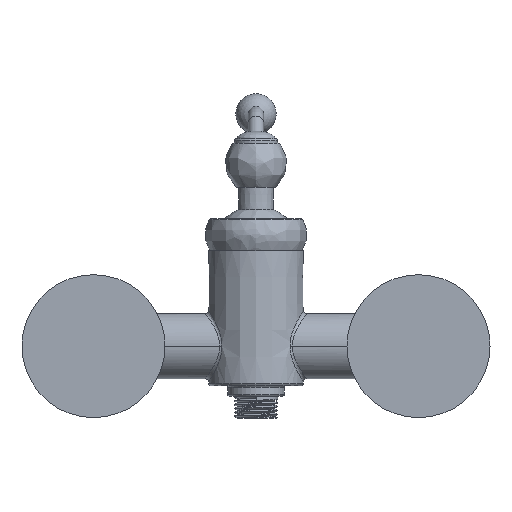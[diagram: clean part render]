
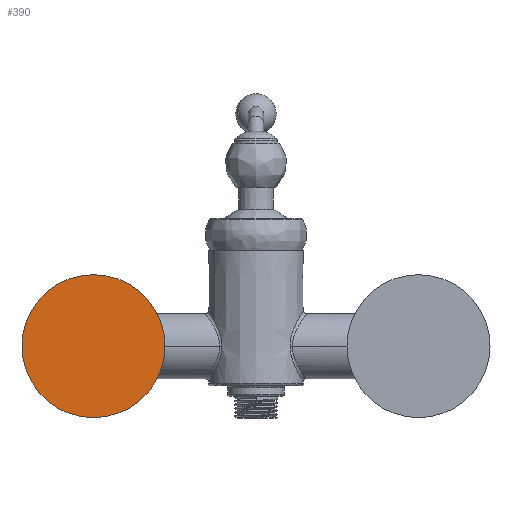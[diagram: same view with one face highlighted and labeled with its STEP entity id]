
A CAD part, front view. The second image highlights one B-rep face of the part: STEP entity #390.
In plain terms, the highlighted planar face has unit normal (0, -1, 0).
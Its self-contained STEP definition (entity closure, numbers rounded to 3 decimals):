
#245=FACE_OUTER_BOUND('',#692,.T.);
#390=ADVANCED_FACE('',(#245),#450,.T.);
#450=PLANE('',#2581);
#692=EDGE_LOOP('',(#1558));
#933=CIRCLE('',#2573,33.);
#1558=ORIENTED_EDGE('',*,*,#2133,.T.);
#1809=VERTEX_POINT('',#7279);
#2133=EDGE_CURVE('',#1809,#1809,#933,.T.);
#2573=AXIS2_PLACEMENT_3D('',#7278,#3148,#3149);
#2581=AXIS2_PLACEMENT_3D('',#7290,#3164,#3165);
#3148=DIRECTION('',(0.,-1.,0.));
#3149=DIRECTION('',(1.,0.,0.));
#3164=DIRECTION('',(0.,-1.,0.));
#3165=DIRECTION('',(-1.,0.,0.));
#7278=CARTESIAN_POINT('',(-75.,0.,0.));
#7279=CARTESIAN_POINT('',(-42.,0.,0.));
#7290=CARTESIAN_POINT('',(0.,0.,0.));
